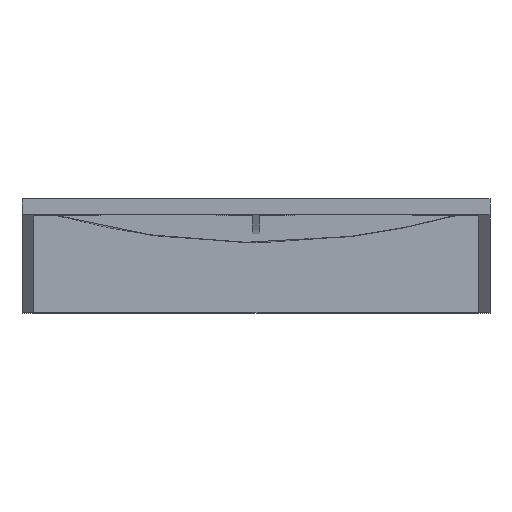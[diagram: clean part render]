
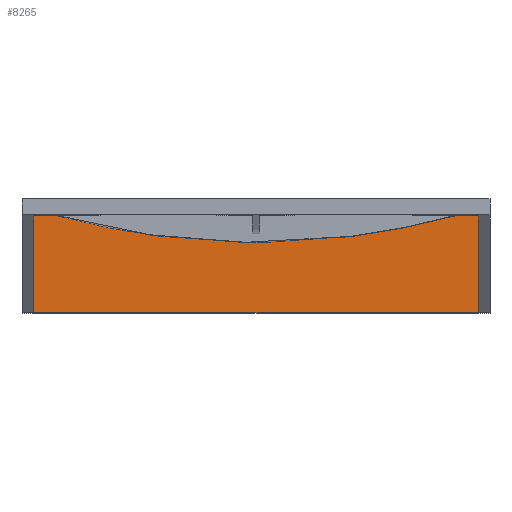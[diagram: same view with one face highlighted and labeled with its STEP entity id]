
A CAD part, top view. The second image highlights one B-rep face of the part: STEP entity #8265.
In plain terms, the highlighted planar face has unit normal (0, 0, 1).
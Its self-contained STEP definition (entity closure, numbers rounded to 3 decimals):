
#49 = LINE ( 'NONE', #6985, #9258 ) ;
#59 = CARTESIAN_POINT ( 'NONE',  ( -60.002, -25., -102. ) ) ;
#98 = ORIENTED_EDGE ( 'NONE', *, *, #3288, .F. ) ;
#195 = ORIENTED_EDGE ( 'NONE', *, *, #825, .T. ) ;
#215 = VERTEX_POINT ( 'NONE', #9386 ) ;
#526 = VERTEX_POINT ( 'NONE', #2389 ) ;
#825 = EDGE_CURVE ( 'NONE', #7195, #526, #49, .T. ) ;
#856 = PLANE ( 'NONE',  #6735 ) ;
#899 = DIRECTION ( 'NONE',  ( 0., 1., 0. ) ) ;
#1086 = EDGE_CURVE ( 'NONE', #3805, #9536, #5612, .T. ) ;
#1098 = VECTOR ( 'NONE', #6192, 1000. ) ;
#1648 = CARTESIAN_POINT ( 'NONE',  ( -57., -25., -102. ) ) ;
#1785 = ORIENTED_EDGE ( 'NONE', *, *, #1086, .T. ) ;
#2276 = DIRECTION ( 'NONE',  ( 0., 0., -1. ) ) ;
#2281 = CARTESIAN_POINT ( 'NONE',  ( 40., 0., -102. ) ) ;
#2323 = FACE_OUTER_BOUND ( 'NONE', #2991, .T. ) ;
#2389 = CARTESIAN_POINT ( 'NONE',  ( 57., 0., -102. ) ) ;
#2469 = ORIENTED_EDGE ( 'NONE', *, *, #9798, .F. ) ;
#2715 = LINE ( 'NONE', #59, #1098 ) ;
#2991 = EDGE_LOOP ( 'NONE', ( #6343, #1785, #3823, #195, #2469, #98 ) ) ;
#3078 = DIRECTION ( 'NONE',  ( -1., 0., 0. ) ) ;
#3235 = VECTOR ( 'NONE', #7227, 1000. ) ;
#3288 = EDGE_CURVE ( 'NONE', #215, #9213, #3498, .T. ) ;
#3303 = DIRECTION ( 'NONE',  ( 0., -1., 0. ) ) ;
#3498 = LINE ( 'NONE', #8123, #3868 ) ;
#3702 = EDGE_CURVE ( 'NONE', #9536, #7195, #2715, .T. ) ;
#3805 = VERTEX_POINT ( 'NONE', #6682 ) ;
#3823 = ORIENTED_EDGE ( 'NONE', *, *, #3702, .T. ) ;
#3868 = VECTOR ( 'NONE', #9629, 1000. ) ;
#3960 = EDGE_CURVE ( 'NONE', #3805, #215, #5675, .T. ) ;
#4224 = LINE ( 'NONE', #7980, #3235 ) ;
#4335 = VECTOR ( 'NONE', #7826, 1000. ) ;
#5612 = LINE ( 'NONE', #1648, #9105 ) ;
#5675 = LINE ( 'NONE', #6319, #4335 ) ;
#6084 = CARTESIAN_POINT ( 'NONE',  ( -60.002, -25., -102. ) ) ;
#6129 = CARTESIAN_POINT ( 'NONE',  ( -57., -25., -102. ) ) ;
#6192 = DIRECTION ( 'NONE',  ( 1., 0., 0. ) ) ;
#6319 = CARTESIAN_POINT ( 'NONE',  ( -60.002, 0., -102. ) ) ;
#6343 = ORIENTED_EDGE ( 'NONE', *, *, #3960, .F. ) ;
#6682 = CARTESIAN_POINT ( 'NONE',  ( -57., 0., -102. ) ) ;
#6735 = AXIS2_PLACEMENT_3D ( 'NONE', #6084, #2276, #3078 ) ;
#6985 = CARTESIAN_POINT ( 'NONE',  ( 57., -25., -102. ) ) ;
#7195 = VERTEX_POINT ( 'NONE', #9551 ) ;
#7227 = DIRECTION ( 'NONE',  ( 1., 0., 0. ) ) ;
#7826 = DIRECTION ( 'NONE',  ( 1., 0., 0. ) ) ;
#7980 = CARTESIAN_POINT ( 'NONE',  ( -60.002, 0., -102. ) ) ;
#8123 = CARTESIAN_POINT ( 'NONE',  ( -60.002, 0., -102. ) ) ;
#8265 = ADVANCED_FACE ( 'NONE', ( #2323 ), #856, .F. ) ;
#9105 = VECTOR ( 'NONE', #3303, 1000. ) ;
#9213 = VERTEX_POINT ( 'NONE', #2281 ) ;
#9258 = VECTOR ( 'NONE', #899, 1000. ) ;
#9386 = CARTESIAN_POINT ( 'NONE',  ( -40., 0., -102. ) ) ;
#9536 = VERTEX_POINT ( 'NONE', #6129 ) ;
#9551 = CARTESIAN_POINT ( 'NONE',  ( 57., -25., -102. ) ) ;
#9629 = DIRECTION ( 'NONE',  ( 1., 0., 0. ) ) ;
#9798 = EDGE_CURVE ( 'NONE', #9213, #526, #4224, .T. ) ;
